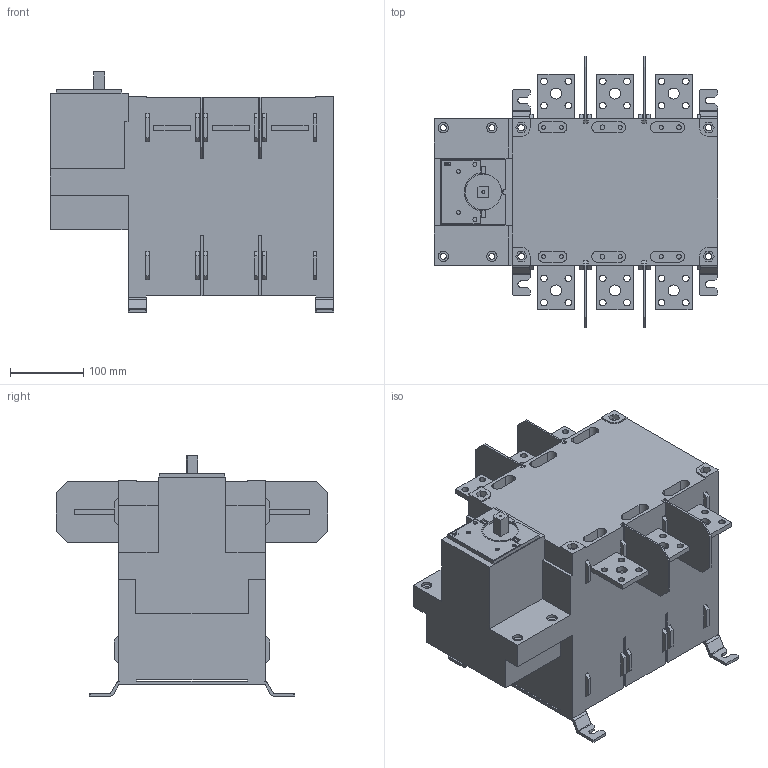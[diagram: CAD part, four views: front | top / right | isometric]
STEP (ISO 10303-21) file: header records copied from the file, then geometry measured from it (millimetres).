
FILE_DESCRIPTION((''),'2;1');
FILE_NAME('LBS_800_3P_CO','2017-10-25T',('luka.skrinjar'),('Audax d.o.o.'),'CREO PARAMETRIC BY PTC INC, 2016050','CREO PARAMETRIC BY PTC INC, 2016050','');
FILE_SCHEMA(('AUTOMOTIVE_DESIGN { 1 0 10303 214 1 1 1 1 }'));
Length unit declared in the file: millimetre
Products named in the file (1): LBS_800_3P_CO
Bounding box: 386 x 370 x 327.04 mm (x, y, z)
Volume: 17543927.9 mm3; surface area: 711704.8 mm2
Topology: 1 solids, 3 shells, 974 faces, 2570 edges, 1708 vertices
Faces by surface type: plane 675, cylinder 242, extrusion 29, cone 24, torus 4
Entity records: 30752 total; most frequent: CARTESIAN_POINT 5779, ORIENTED_EDGE 5140, DIRECTION 4981, EDGE_CURVE 2570, VECTOR 1991, LINE 1962, VERTEX_POINT 1708, AXIS2_PLACEMENT_3D 1495
